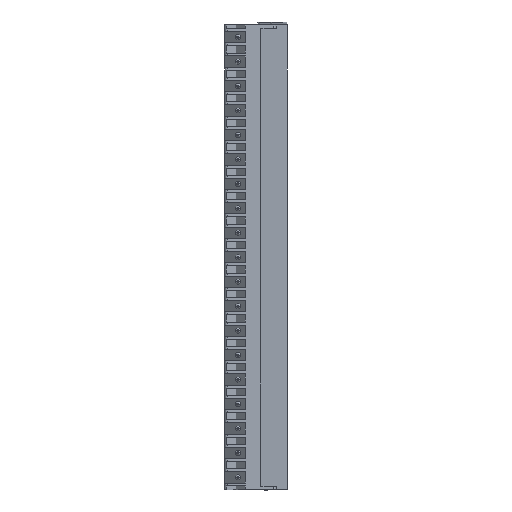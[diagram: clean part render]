
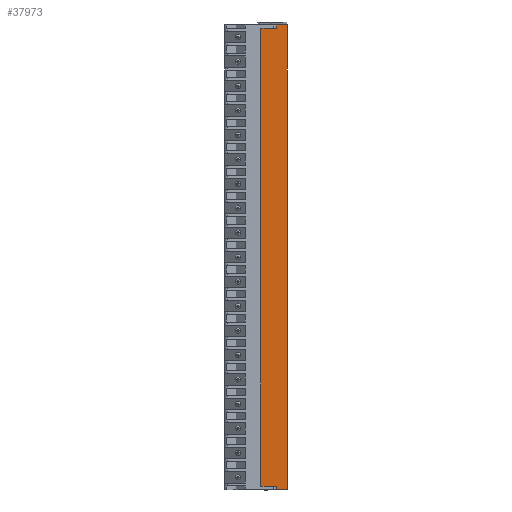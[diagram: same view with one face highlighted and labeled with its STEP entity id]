
A CAD part, front view. The second image highlights one B-rep face of the part: STEP entity #37973.
In plain terms, the highlighted planar face has unit normal (0.82, -0.572, 0).
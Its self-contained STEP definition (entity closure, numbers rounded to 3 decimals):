
#64=DIRECTION('',(0.572,0.82,0.));
#65=VECTOR('',#64,4.018);
#66=CARTESIAN_POINT('',(6.25,4.448,92.5));
#67=LINE('',#66,#65);
#8077=DIRECTION('',(0.572,0.82,0.));
#8078=VECTOR('',#8077,5.425);
#8079=CARTESIAN_POINT('',(3.145,0.,91.8));
#8080=LINE('',#8079,#8078);
#8081=DIRECTION('',(0.,0.,-1.));
#8082=VECTOR('',#8081,0.7);
#8083=CARTESIAN_POINT('',(6.25,4.448,92.5));
#8084=LINE('',#8083,#8082);
#8085=DIRECTION('',(0.,0.,1.));
#8086=VECTOR('',#8085,0.7);
#8087=CARTESIAN_POINT('',(6.25,4.448,-2.5));
#8088=LINE('',#8087,#8086);
#8089=DIRECTION('',(0.572,0.82,0.));
#8090=VECTOR('',#8089,5.425);
#8091=CARTESIAN_POINT('',(3.145,0.,-1.8));
#8092=LINE('',#8091,#8090);
#8093=DIRECTION('',(0.,0.,-1.));
#8094=VECTOR('',#8093,93.6);
#8095=CARTESIAN_POINT('',(3.145,0.,91.8));
#8096=LINE('',#8095,#8094);
#8110=DIRECTION('',(0.,0.,-1.));
#8111=VECTOR('',#8110,95.);
#8112=CARTESIAN_POINT('',(8.55,7.743,92.5));
#8113=LINE('',#8112,#8111);
#8199=DIRECTION('',(0.572,0.82,0.));
#8200=VECTOR('',#8199,4.018);
#8201=CARTESIAN_POINT('',(6.25,4.448,-2.5));
#8202=LINE('',#8201,#8200);
#22042=CARTESIAN_POINT('',(8.55,7.743,92.5));
#22044=VERTEX_POINT('',#22042);
#22066=CARTESIAN_POINT('',(8.55,7.743,-2.5));
#22068=VERTEX_POINT('',#22066);
#22702=CARTESIAN_POINT('',(3.145,0.,-1.8));
#22703=CARTESIAN_POINT('',(6.25,4.448,-1.8));
#22704=VERTEX_POINT('',#22702);
#22705=VERTEX_POINT('',#22703);
#22706=CARTESIAN_POINT('',(6.25,4.448,-2.5));
#22707=VERTEX_POINT('',#22706);
#22716=CARTESIAN_POINT('',(3.145,0.,91.8));
#22717=CARTESIAN_POINT('',(6.25,4.448,91.8));
#22718=VERTEX_POINT('',#22716);
#22719=VERTEX_POINT('',#22717);
#22720=CARTESIAN_POINT('',(6.25,4.448,92.5));
#22721=VERTEX_POINT('',#22720);
#37953=CARTESIAN_POINT('',(3.145,0.,92.5));
#37954=DIRECTION('',(0.82,-0.572,0.));
#37955=DIRECTION('',(0.572,0.82,0.));
#37956=AXIS2_PLACEMENT_3D('',#37953,#37954,#37955);
#37957=PLANE('',#37956);
#37959=ORIENTED_EDGE('',*,*,#37958,.T.);
#37960=ORIENTED_EDGE('',*,*,#37944,.F.);
#37961=ORIENTED_EDGE('',*,*,#28535,.T.);
#37963=ORIENTED_EDGE('',*,*,#37962,.T.);
#37965=ORIENTED_EDGE('',*,*,#37964,.F.);
#37967=ORIENTED_EDGE('',*,*,#37966,.T.);
#37969=ORIENTED_EDGE('',*,*,#37968,.F.);
#37970=ORIENTED_EDGE('',*,*,#37610,.F.);
#37971=EDGE_LOOP('',(#37959,#37960,#37961,#37963,#37965,#37967,#37969,#37970));
#37972=FACE_OUTER_BOUND('',#37971,.F.);
#28535=EDGE_CURVE('',#22721,#22044,#67,.T.);
#37610=EDGE_CURVE('',#22718,#22704,#8096,.T.);
#37944=EDGE_CURVE('',#22721,#22719,#8084,.T.);
#37958=EDGE_CURVE('',#22718,#22719,#8080,.T.);
#37962=EDGE_CURVE('',#22044,#22068,#8113,.T.);
#37964=EDGE_CURVE('',#22707,#22068,#8202,.T.);
#37966=EDGE_CURVE('',#22707,#22705,#8088,.T.);
#37968=EDGE_CURVE('',#22704,#22705,#8092,.T.);
#37973=ADVANCED_FACE('',(#37972),#37957,.T.);
